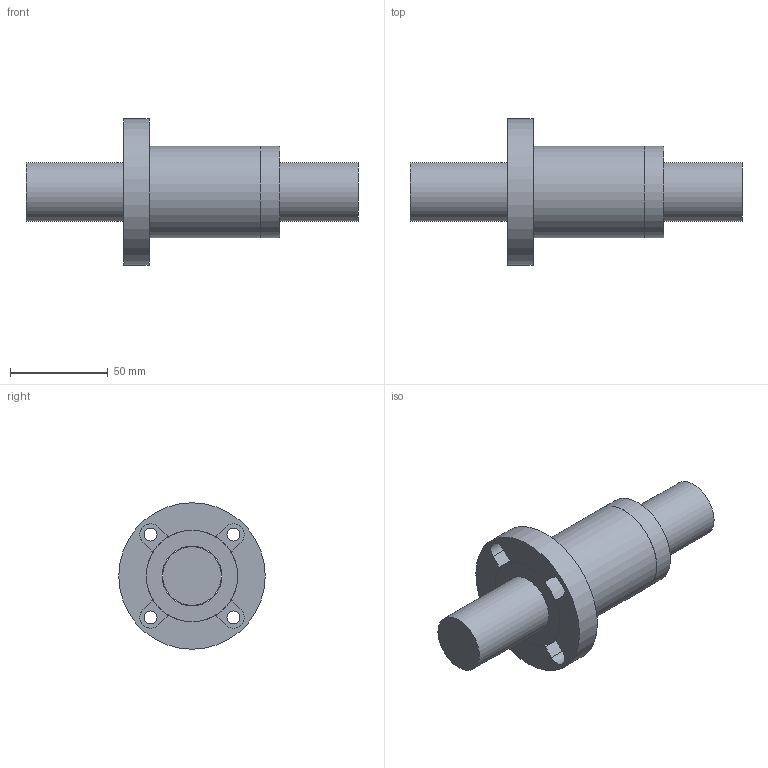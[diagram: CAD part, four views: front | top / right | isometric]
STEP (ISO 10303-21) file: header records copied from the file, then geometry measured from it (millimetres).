
FILE_DESCRIPTION(/* description */ (''),/* implementation_level */ '2;1');
FILE_NAME(/* name */ 'SLF30.stp',/* time_stamp */ '2011-07-11T16:18:33+08:00',/* author */ (''),/* organization */ (''),/* preprocessor_version */ 'ST-DEVELOPER v11',/* originating_system */ 'SIEMENS UGS NX 6.0',/* authorisation */ '');
FILE_SCHEMA (('CONFIG_CONTROL_DESIGN'));
Length unit declared in the file: millimetre
Products named in the file (1): 3.969
Bounding box: 170 x 75 x 75 mm (x, y, z)
Volume: 225212.8 mm3; surface area: 53261.6 mm2
Topology: 4 solids, 4 shells, 47 faces, 129 edges, 92 vertices
Faces by surface type: cylinder 25, plane 22
Full cylindrical faces by diameter (mm): 6.6 x4, 30 x1, 30.6 x2, 32.3 x1, 46.8 x3, 47 x1, 75 x1
Entity records: 1554 total; most frequent: CARTESIAN_POINT 278, DIRECTION 260, ORIENTED_EDGE 220, AXIS2_PLACEMENT_3D 112, EDGE_CURVE 110, VERTEX_POINT 86, EDGE_LOOP 76, CIRCLE 64
